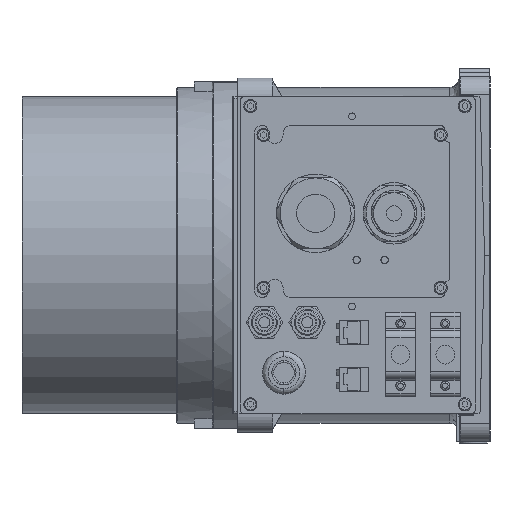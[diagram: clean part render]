
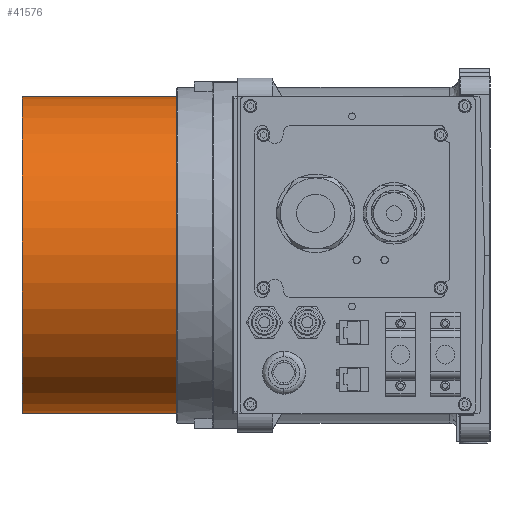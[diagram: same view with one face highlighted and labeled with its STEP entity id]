
A CAD part, left-side view. The second image highlights one B-rep face of the part: STEP entity #41576.
In plain terms, the highlighted cylindrical face has radius 85 mm (diameter 170 mm), a partial arc.
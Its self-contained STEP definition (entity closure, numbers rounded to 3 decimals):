
#54 = EDGE_CURVE ( 'NONE', #7327, #17172, #23559, .T. ) ;
#579 = DIRECTION ( 'NONE',  ( 0., -1., 0. ) ) ;
#698 = VECTOR ( 'NONE', #19675, 1000. ) ;
#1161 = AXIS2_PLACEMENT_3D ( 'NONE', #23817, #579, #27637 ) ;
#4526 = CARTESIAN_POINT ( 'NONE',  ( 0., 83., -85. ) ) ;
#4875 = ORIENTED_EDGE ( 'NONE', *, *, #37533, .T. ) ;
#7327 = VERTEX_POINT ( 'NONE', #26675 ) ;
#8337 = AXIS2_PLACEMENT_3D ( 'NONE', #40776, #17392, #16721 ) ;
#9477 = DIRECTION ( 'NONE',  ( 0., 1., 0. ) ) ;
#12461 = DIRECTION ( 'NONE',  ( 0., 1., 0. ) ) ;
#12930 = CARTESIAN_POINT ( 'NONE',  ( 0., -62., -85. ) ) ;
#13038 = AXIS2_PLACEMENT_3D ( 'NONE', #26347, #9477, #40077 ) ;
#16036 = FACE_OUTER_BOUND ( 'NONE', #16829, .T. ) ;
#16721 = DIRECTION ( 'NONE',  ( 0., 0., 1. ) ) ;
#16829 = EDGE_LOOP ( 'NONE', ( #36626, #23609, #20812, #4875 ) ) ;
#17172 = VERTEX_POINT ( 'NONE', #39319 ) ;
#17392 = DIRECTION ( 'NONE',  ( 0., 1., 0. ) ) ;
#17438 = EDGE_CURVE ( 'NONE', #25357, #19321, #33860, .T. ) ;
#19321 = VERTEX_POINT ( 'NONE', #4526 ) ;
#19675 = DIRECTION ( 'NONE',  ( 0., 1., 0. ) ) ;
#20812 = ORIENTED_EDGE ( 'NONE', *, *, #54, .T. ) ;
#22810 = CARTESIAN_POINT ( 'NONE',  ( 0., -62., 85. ) ) ;
#23559 = LINE ( 'NONE', #22810, #29518 ) ;
#23609 = ORIENTED_EDGE ( 'NONE', *, *, #44486, .T. ) ;
#23817 = CARTESIAN_POINT ( 'NONE',  ( 0., 83., 0. ) ) ;
#24173 = CIRCLE ( 'NONE', #8337, 85. ) ;
#25357 = VERTEX_POINT ( 'NONE', #30098 ) ;
#26347 = CARTESIAN_POINT ( 'NONE',  ( 0., -62., 0. ) ) ;
#26675 = CARTESIAN_POINT ( 'NONE',  ( 0., -3.265, 85. ) ) ;
#27637 = DIRECTION ( 'NONE',  ( 0., 0., 1. ) ) ;
#29518 = VECTOR ( 'NONE', #12461, 1000. ) ;
#29968 = CYLINDRICAL_SURFACE ( 'NONE', #13038, 85. ) ;
#30098 = CARTESIAN_POINT ( 'NONE',  ( 0., -3.265, -85. ) ) ;
#33860 = LINE ( 'NONE', #12930, #698 ) ;
#34996 = CIRCLE ( 'NONE', #1161, 85. ) ;
#36626 = ORIENTED_EDGE ( 'NONE', *, *, #17438, .F. ) ;
#37533 = EDGE_CURVE ( 'NONE', #17172, #19321, #34996, .T. ) ;
#39319 = CARTESIAN_POINT ( 'NONE',  ( 0., 83., 85. ) ) ;
#40077 = DIRECTION ( 'NONE',  ( 0., 0., 1. ) ) ;
#40776 = CARTESIAN_POINT ( 'NONE',  ( 0., -3.265, 0. ) ) ;
#41576 = ADVANCED_FACE ( 'NONE', ( #16036 ), #29968, .T. ) ;
#44486 = EDGE_CURVE ( 'NONE', #25357, #7327, #24173, .T. ) ;
